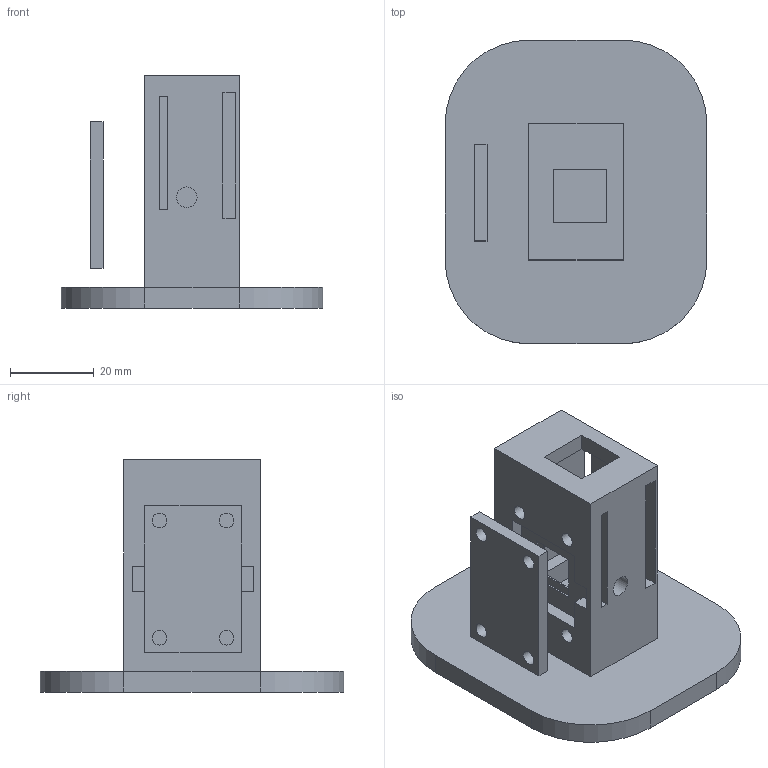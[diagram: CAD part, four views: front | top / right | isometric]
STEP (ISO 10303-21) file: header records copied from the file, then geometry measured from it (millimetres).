
FILE_DESCRIPTION(/* description */ (''),/* implementation_level */ '2;1');
FILE_NAME(/* name */ 'Open-JIPAlgae(DesktopVersion) v2.step',/* time_stamp */ '2020-11-14T21:02:42+11:00',/* author */ (''),/* organization */ (''),/* preprocessor_version */ 'ST-DEVELOPER v18.1',/* originating_system */ 'Autodesk Translation Framework v9.3.0.1241',/* authorisation */ '');
FILE_SCHEMA (('AUTOMOTIVE_DESIGN { 1 0 10303 214 3 1 1 }'));
Length unit declared in the file: millimetre
Products named in the file (3): Open-JIPAlgae(DesktopVersion); Cuvette Housing; LED Cover
Assembly tree (2 placements, depth 2):
  Open-JIPAlgae(DesktopVersion)
    Cuvette Housing
    LED Cover
Bounding box: 62.5 x 72.5 x 55.5 mm (x, y, z)
Volume: 46230.3 mm3; surface area: 22312.8 mm2
Topology: 2 solids, 2 shells, 76 faces, 203 edges, 135 vertices
Faces by surface type: plane 63, cylinder 13
Full cylindrical faces by diameter (mm): 3.5 x8, 4.9 x1
Entity records: 2481 total; most frequent: CARTESIAN_POINT 419, ORIENTED_EDGE 406, DIRECTION 391, EDGE_CURVE 203, LINE 177, VECTOR 177, VERTEX_POINT 135, AXIS2_PLACEMENT_3D 107
